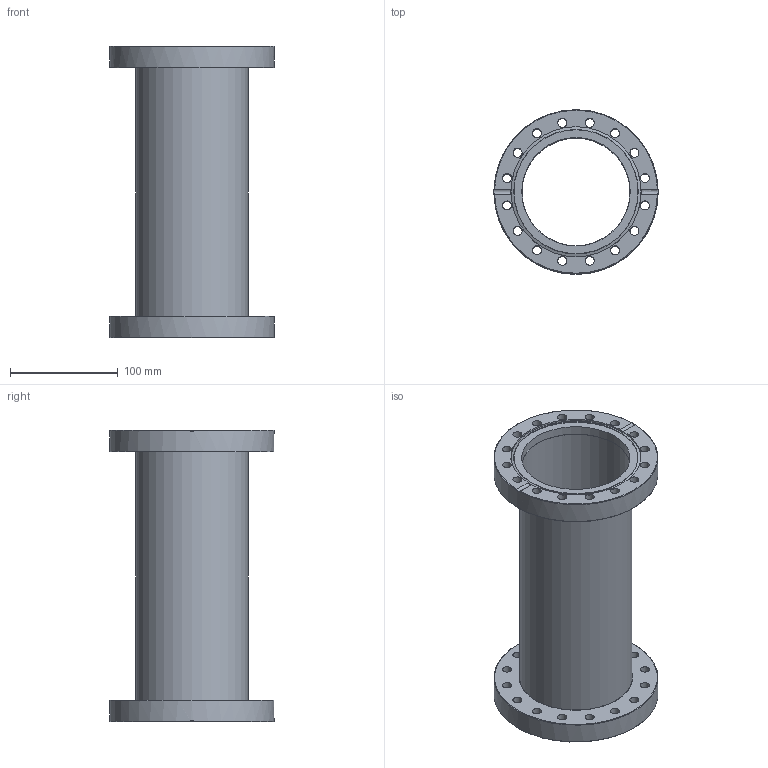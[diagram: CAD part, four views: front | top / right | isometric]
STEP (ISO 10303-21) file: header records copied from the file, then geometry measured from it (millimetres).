
FILE_DESCRIPTION((''),'2;1');
FILE_NAME('SC100-304.stp','2009-04-15T09:52:38',('hasers'),(''),'Autodesk Inventor 2008','Autodesk Inventor 2008','');
FILE_SCHEMA(('AUTOMOTIVE_DESIGN { 1 0 10303 214 1 1 1 1 }'));
Length unit declared in the file: millimetre
Products named in the file (3): SC100-304; CF-07 [Keywords [Summary]=1.4301][Company [Summary]=Vacom][Title [Summary]=F100B104]; Rohre [Subject [Summary]=normal][Keywords [Summary]=1.4301][Title [Summary]=104x2,0 (0,5m)]_1
Assembly tree (3 placements, depth 2):
  SC100-304
    CF-07 [Keywords [Summary]=1.4301][Company [Summary]=Vacom][Title [Summary]=F100B104]  x2
    Rohre [Subject [Summary]=normal][Keywords [Summary]=1.4301][Title [Summary]=104x2,0 (0,5m)]_1
Bounding box: 152 x 152 x 270 mm (x, y, z)
Volume: 512630.8 mm3; surface area: 248637 mm2
Topology: 3 solids, 3 shells, 70 faces, 211 edges, 149 vertices
Faces by surface type: bspline 34, cylinder 12, plane 12, torus 8, cone 4
Full cylindrical faces by diameter (mm): 100 x1, 100.5 x2, 104 x1, 104.3 x2, 120.6 x2, 152 x2
Entity records: 1468 total; most frequent: CARTESIAN_POINT 570, DIRECTION 160, ORIENTED_EDGE 128, EDGE_LOOP 100, AXIS2_PLACEMENT_3D 78, EDGE_CURVE 64, FACE_BOUND 63, VERTEX_POINT 58
